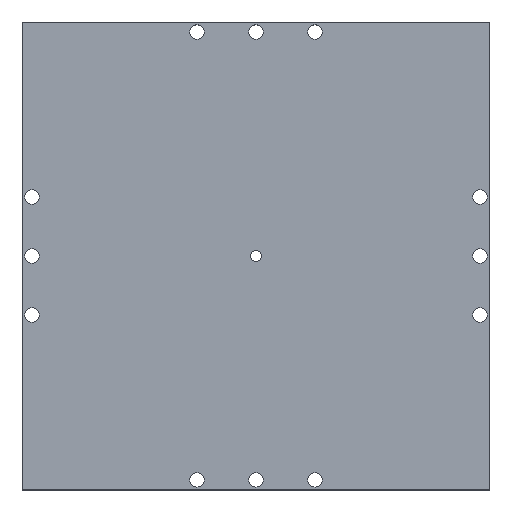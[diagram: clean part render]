
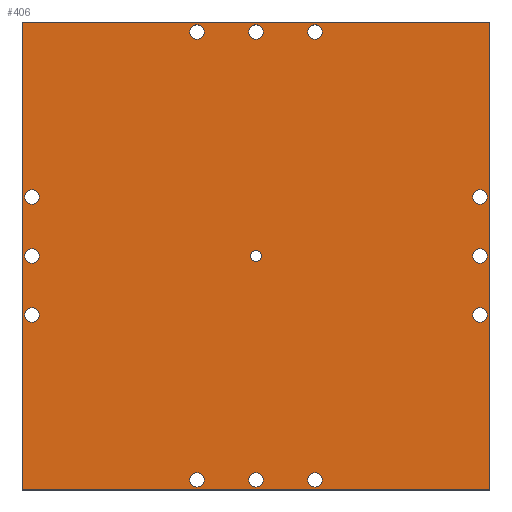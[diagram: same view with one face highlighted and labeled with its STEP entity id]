
A CAD part, top view. The second image highlights one B-rep face of the part: STEP entity #406.
In plain terms, the highlighted planar face has unit normal (0, 0, 1).
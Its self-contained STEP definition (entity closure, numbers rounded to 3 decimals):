
#14=FACE_BOUND('',#86,.T.);
#15=FACE_BOUND('',#87,.T.);
#16=FACE_BOUND('',#88,.T.);
#17=FACE_BOUND('',#89,.T.);
#18=FACE_BOUND('',#90,.T.);
#19=FACE_BOUND('',#91,.T.);
#20=FACE_BOUND('',#92,.T.);
#21=FACE_BOUND('',#93,.T.);
#22=FACE_BOUND('',#94,.T.);
#23=FACE_BOUND('',#95,.T.);
#24=FACE_BOUND('',#96,.T.);
#25=FACE_BOUND('',#97,.T.);
#26=FACE_BOUND('',#98,.T.);
#47=PLANE('',#471);
#66=FACE_OUTER_BOUND('',#85,.T.);
#85=EDGE_LOOP('',(#342,#343,#344,#345));
#86=EDGE_LOOP('',(#346));
#87=EDGE_LOOP('',(#347));
#88=EDGE_LOOP('',(#348));
#89=EDGE_LOOP('',(#349));
#90=EDGE_LOOP('',(#350));
#91=EDGE_LOOP('',(#351));
#92=EDGE_LOOP('',(#352));
#93=EDGE_LOOP('',(#353));
#94=EDGE_LOOP('',(#354));
#95=EDGE_LOOP('',(#355));
#96=EDGE_LOOP('',(#356));
#97=EDGE_LOOP('',(#357));
#98=EDGE_LOOP('',(#358));
#128=LINE('',#676,#153);
#131=LINE('',#682,#156);
#134=LINE('',#688,#159);
#137=LINE('',#692,#162);
#153=VECTOR('',#570,10.);
#156=VECTOR('',#575,10.);
#159=VECTOR('',#580,10.);
#162=VECTOR('',#585,10.);
#164=CIRCLE('',#430,1.);
#166=CIRCLE('',#433,1.);
#168=CIRCLE('',#436,1.);
#170=CIRCLE('',#439,1.);
#172=CIRCLE('',#442,1.);
#174=CIRCLE('',#445,1.);
#176=CIRCLE('',#448,1.);
#178=CIRCLE('',#451,1.);
#180=CIRCLE('',#454,1.);
#182=CIRCLE('',#457,1.);
#184=CIRCLE('',#460,1.);
#186=CIRCLE('',#463,1.);
#188=CIRCLE('',#466,0.75);
#190=VERTEX_POINT('',#594);
#192=VERTEX_POINT('',#600);
#194=VERTEX_POINT('',#606);
#196=VERTEX_POINT('',#612);
#198=VERTEX_POINT('',#618);
#200=VERTEX_POINT('',#624);
#202=VERTEX_POINT('',#630);
#204=VERTEX_POINT('',#636);
#206=VERTEX_POINT('',#642);
#208=VERTEX_POINT('',#648);
#210=VERTEX_POINT('',#654);
#212=VERTEX_POINT('',#660);
#214=VERTEX_POINT('',#666);
#217=VERTEX_POINT('',#673);
#218=VERTEX_POINT('',#675);
#220=VERTEX_POINT('',#681);
#222=VERTEX_POINT('',#687);
#225=EDGE_CURVE('',#190,#190,#164,.T.);
#228=EDGE_CURVE('',#192,#192,#166,.T.);
#231=EDGE_CURVE('',#194,#194,#168,.T.);
#234=EDGE_CURVE('',#196,#196,#170,.T.);
#237=EDGE_CURVE('',#198,#198,#172,.T.);
#240=EDGE_CURVE('',#200,#200,#174,.T.);
#243=EDGE_CURVE('',#202,#202,#176,.T.);
#246=EDGE_CURVE('',#204,#204,#178,.T.);
#249=EDGE_CURVE('',#206,#206,#180,.T.);
#252=EDGE_CURVE('',#208,#208,#182,.T.);
#255=EDGE_CURVE('',#210,#210,#184,.T.);
#258=EDGE_CURVE('',#212,#212,#186,.T.);
#261=EDGE_CURVE('',#214,#214,#188,.T.);
#264=EDGE_CURVE('',#218,#217,#128,.T.);
#267=EDGE_CURVE('',#220,#218,#131,.T.);
#270=EDGE_CURVE('',#222,#220,#134,.T.);
#273=EDGE_CURVE('',#217,#222,#137,.T.);
#342=ORIENTED_EDGE('',*,*,#273,.T.);
#343=ORIENTED_EDGE('',*,*,#270,.T.);
#344=ORIENTED_EDGE('',*,*,#267,.T.);
#345=ORIENTED_EDGE('',*,*,#264,.T.);
#346=ORIENTED_EDGE('',*,*,#225,.T.);
#347=ORIENTED_EDGE('',*,*,#228,.T.);
#348=ORIENTED_EDGE('',*,*,#231,.T.);
#349=ORIENTED_EDGE('',*,*,#234,.T.);
#350=ORIENTED_EDGE('',*,*,#237,.T.);
#351=ORIENTED_EDGE('',*,*,#240,.T.);
#352=ORIENTED_EDGE('',*,*,#243,.T.);
#353=ORIENTED_EDGE('',*,*,#246,.T.);
#354=ORIENTED_EDGE('',*,*,#249,.T.);
#355=ORIENTED_EDGE('',*,*,#252,.T.);
#356=ORIENTED_EDGE('',*,*,#255,.T.);
#357=ORIENTED_EDGE('',*,*,#258,.T.);
#358=ORIENTED_EDGE('',*,*,#261,.T.);
#406=ADVANCED_FACE('',(#66,#14,#15,#16,#17,#18,#19,#20,#21,#22,#23,#24,
#25,#26),#47,.T.);
#430=AXIS2_PLACEMENT_3D('',#596,#480,#481);
#433=AXIS2_PLACEMENT_3D('',#602,#487,#488);
#436=AXIS2_PLACEMENT_3D('',#608,#494,#495);
#439=AXIS2_PLACEMENT_3D('',#614,#501,#502);
#442=AXIS2_PLACEMENT_3D('',#620,#508,#509);
#445=AXIS2_PLACEMENT_3D('',#626,#515,#516);
#448=AXIS2_PLACEMENT_3D('',#632,#522,#523);
#451=AXIS2_PLACEMENT_3D('',#638,#529,#530);
#454=AXIS2_PLACEMENT_3D('',#644,#536,#537);
#457=AXIS2_PLACEMENT_3D('',#650,#543,#544);
#460=AXIS2_PLACEMENT_3D('',#656,#550,#551);
#463=AXIS2_PLACEMENT_3D('',#662,#557,#558);
#466=AXIS2_PLACEMENT_3D('',#668,#564,#565);
#471=AXIS2_PLACEMENT_3D('',#693,#586,#587);
#480=DIRECTION('center_axis',(0.,0.,-1.));
#481=DIRECTION('ref_axis',(0.,-1.,0.));
#487=DIRECTION('center_axis',(0.,0.,-1.));
#488=DIRECTION('ref_axis',(0.,-1.,0.));
#494=DIRECTION('center_axis',(0.,0.,-1.));
#495=DIRECTION('ref_axis',(0.,-1.,0.));
#501=DIRECTION('center_axis',(0.,0.,-1.));
#502=DIRECTION('ref_axis',(0.,-1.,0.));
#508=DIRECTION('center_axis',(0.,0.,-1.));
#509=DIRECTION('ref_axis',(0.,-1.,0.));
#515=DIRECTION('center_axis',(0.,0.,-1.));
#516=DIRECTION('ref_axis',(0.,-1.,0.));
#522=DIRECTION('center_axis',(0.,0.,-1.));
#523=DIRECTION('ref_axis',(-1.,0.,0.));
#529=DIRECTION('center_axis',(0.,0.,-1.));
#530=DIRECTION('ref_axis',(-1.,0.,0.));
#536=DIRECTION('center_axis',(0.,0.,-1.));
#537=DIRECTION('ref_axis',(-1.,0.,0.));
#543=DIRECTION('center_axis',(0.,0.,-1.));
#544=DIRECTION('ref_axis',(-1.,0.,0.));
#550=DIRECTION('center_axis',(0.,0.,-1.));
#551=DIRECTION('ref_axis',(-1.,0.,0.));
#557=DIRECTION('center_axis',(0.,0.,-1.));
#558=DIRECTION('ref_axis',(-1.,0.,0.));
#564=DIRECTION('center_axis',(0.,0.,-1.));
#565=DIRECTION('ref_axis',(-1.,0.,0.));
#570=DIRECTION('',(0.,1.,0.));
#575=DIRECTION('',(1.,0.,0.));
#580=DIRECTION('',(0.,-1.,0.));
#585=DIRECTION('',(-1.,0.,0.));
#586=DIRECTION('center_axis',(0.,0.,1.));
#587=DIRECTION('ref_axis',(1.,0.,0.));
#594=CARTESIAN_POINT('',(31.1,-9.2,51.));
#596=CARTESIAN_POINT('Origin',(31.1,-10.2,51.));
#600=CARTESIAN_POINT('',(-31.1,7.2,51.));
#602=CARTESIAN_POINT('Origin',(-31.1,6.2,51.));
#606=CARTESIAN_POINT('',(31.1,-1.,51.));
#608=CARTESIAN_POINT('Origin',(31.1,-2.,51.));
#612=CARTESIAN_POINT('',(-31.1,-1.,51.));
#614=CARTESIAN_POINT('Origin',(-31.1,-2.,51.));
#618=CARTESIAN_POINT('',(-31.1,-9.2,51.));
#620=CARTESIAN_POINT('Origin',(-31.1,-10.2,51.));
#624=CARTESIAN_POINT('',(31.1,7.2,51.));
#626=CARTESIAN_POINT('Origin',(31.1,6.2,51.));
#630=CARTESIAN_POINT('',(-7.2,29.1,51.));
#632=CARTESIAN_POINT('Origin',(-8.2,29.1,51.));
#636=CARTESIAN_POINT('',(9.2,-33.1,51.));
#638=CARTESIAN_POINT('Origin',(8.2,-33.1,51.));
#642=CARTESIAN_POINT('',(1.,-33.1,51.));
#644=CARTESIAN_POINT('Origin',(0.,-33.1,51.));
#648=CARTESIAN_POINT('',(1.,29.1,51.));
#650=CARTESIAN_POINT('Origin',(0.,29.1,51.));
#654=CARTESIAN_POINT('',(-7.2,-33.1,51.));
#656=CARTESIAN_POINT('Origin',(-8.2,-33.1,51.));
#660=CARTESIAN_POINT('',(9.2,29.1,51.));
#662=CARTESIAN_POINT('Origin',(8.2,29.1,51.));
#666=CARTESIAN_POINT('',(0.75,-2.,51.));
#668=CARTESIAN_POINT('Origin',(0.,-2.,
51.));
#673=CARTESIAN_POINT('',(32.5,30.5,51.));
#675=CARTESIAN_POINT('',(32.5,-34.5,51.));
#676=CARTESIAN_POINT('',(32.5,-34.5,51.));
#681=CARTESIAN_POINT('',(-32.5,-34.5,51.));
#682=CARTESIAN_POINT('',(-32.5,-34.5,51.));
#687=CARTESIAN_POINT('',(-32.5,30.5,51.));
#688=CARTESIAN_POINT('',(-32.5,30.5,51.));
#692=CARTESIAN_POINT('',(32.5,30.5,51.));
#693=CARTESIAN_POINT('Origin',(0.,-2.,
51.));
